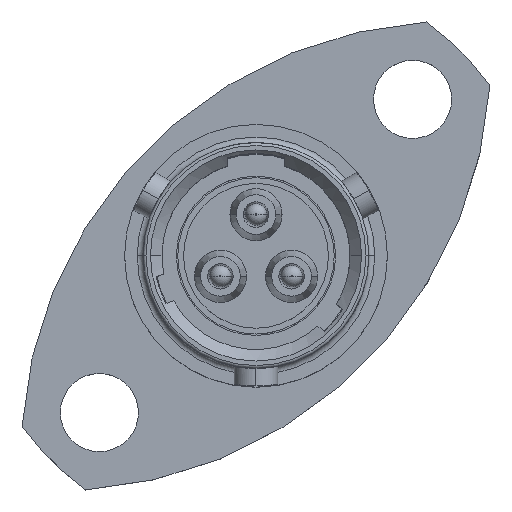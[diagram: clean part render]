
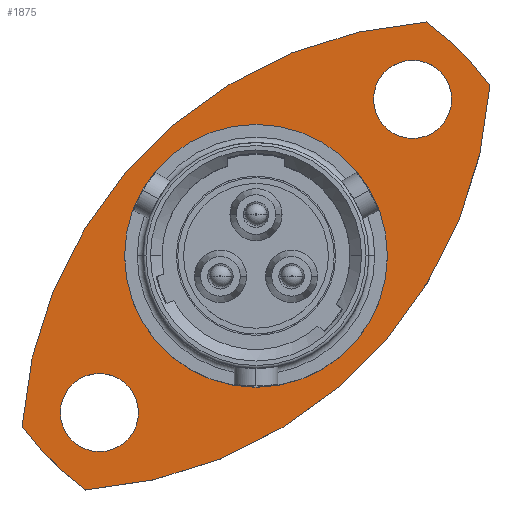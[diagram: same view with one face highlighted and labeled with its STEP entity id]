
A CAD part, top view. The second image highlights one B-rep face of the part: STEP entity #1875.
In plain terms, the highlighted planar face has unit normal (0, 0, 1).
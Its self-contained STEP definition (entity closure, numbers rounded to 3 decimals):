
#21 = CARTESIAN_POINT ( 'NONE',  ( -5.409, -5.409, 9.2 ) ) ;
#83 = CIRCLE ( 'NONE', #11144, 1.35 ) ;
#94 = VERTEX_POINT ( 'NONE', #8151 ) ;
#680 = CARTESIAN_POINT ( 'NONE',  ( 0., 0., 9.2 ) ) ;
#748 = CARTESIAN_POINT ( 'NONE',  ( 0., 0., 9.2 ) ) ;
#756 = CARTESIAN_POINT ( 'NONE',  ( -8.08, -5.892, 9.2 ) ) ;
#1190 = VERTEX_POINT ( 'NONE', #18664 ) ;
#1231 = DIRECTION ( 'NONE',  ( 1., 0., 0. ) ) ;
#1563 = DIRECTION ( 'NONE',  ( 0., 0., -1. ) ) ;
#1875 = ADVANCED_FACE ( 'NONE', ( #4926, #4403, #17408, #8140 ), #11440, .T. ) ;
#1976 = CARTESIAN_POINT ( 'NONE',  ( 5.409, 5.409, 9.2 ) ) ;
#2435 = EDGE_CURVE ( 'NONE', #9555, #15455, #19632, .T. ) ;
#2541 = EDGE_CURVE ( 'NONE', #16640, #8673, #9050, .T. ) ;
#2807 = CIRCLE ( 'NONE', #12099, 4.537 ) ;
#3758 = VERTEX_POINT ( 'NONE', #756 ) ;
#3944 = VERTEX_POINT ( 'NONE', #11571 ) ;
#3979 = AXIS2_PLACEMENT_3D ( 'NONE', #21, #13784, #20277 ) ;
#4055 = ORIENTED_EDGE ( 'NONE', *, *, #9470, .F. ) ;
#4403 = FACE_BOUND ( 'NONE', #13904, .T. ) ;
#4873 = ORIENTED_EDGE ( 'NONE', *, *, #5256, .F. ) ;
#4926 = FACE_BOUND ( 'NONE', #10118, .T. ) ;
#4937 = AXIS2_PLACEMENT_3D ( 'NONE', #11761, #1563, #16635 ) ;
#5079 = CIRCLE ( 'NONE', #21724, 15. ) ;
#5256 = EDGE_CURVE ( 'NONE', #94, #14145, #5079, .T. ) ;
#5262 = CARTESIAN_POINT ( 'NONE',  ( -5.892, -8.08, 9.2 ) ) ;
#5563 = EDGE_CURVE ( 'NONE', #3758, #15286, #15999, .T. ) ;
#5847 = DIRECTION ( 'NONE',  ( -1., 0., 0. ) ) ;
#5923 = DIRECTION ( 'NONE',  ( 0., 0., -1. ) ) ;
#6131 = EDGE_LOOP ( 'NONE', ( #4873, #13377, #14875, #13077 ) ) ;
#6439 = AXIS2_PLACEMENT_3D ( 'NONE', #7361, #17359, #7281 ) ;
#6612 = DIRECTION ( 'NONE',  ( -1., 0., 0. ) ) ;
#6650 = AXIS2_PLACEMENT_3D ( 'NONE', #20827, #17507, #15782 ) ;
#6878 = EDGE_CURVE ( 'NONE', #15286, #94, #14021, .T. ) ;
#7281 = DIRECTION ( 'NONE',  ( -1., 0., 0. ) ) ;
#7361 = CARTESIAN_POINT ( 'NONE',  ( 0., 0., 9.2 ) ) ;
#7831 = CIRCLE ( 'NONE', #12294, 10. ) ;
#7995 = EDGE_LOOP ( 'NONE', ( #9116, #19464 ) ) ;
#8079 = CARTESIAN_POINT ( 'NONE',  ( 0., 0., 9.2 ) ) ;
#8140 = FACE_BOUND ( 'NONE', #7995, .T. ) ;
#8151 = CARTESIAN_POINT ( 'NONE',  ( 8.08, 5.892, 9.2 ) ) ;
#8296 = EDGE_CURVE ( 'NONE', #14145, #3758, #7831, .T. ) ;
#8446 = CARTESIAN_POINT ( 'NONE',  ( -6.759, -5.409, 9.2 ) ) ;
#8673 = VERTEX_POINT ( 'NONE', #10230 ) ;
#8893 = ORIENTED_EDGE ( 'NONE', *, *, #18714, .F. ) ;
#9050 = CIRCLE ( 'NONE', #3979, 1.35 ) ;
#9063 = DIRECTION ( 'NONE',  ( 0., 0., -1. ) ) ;
#9116 = ORIENTED_EDGE ( 'NONE', *, *, #2435, .T. ) ;
#9470 = EDGE_CURVE ( 'NONE', #1190, #3944, #19417, .T. ) ;
#9555 = VERTEX_POINT ( 'NONE', #21210 ) ;
#9706 = DIRECTION ( 'NONE',  ( 0., 0., 1. ) ) ;
#9826 = DIRECTION ( 'NONE',  ( 0., 0., -1. ) ) ;
#10118 = EDGE_LOOP ( 'NONE', ( #8893, #19903 ) ) ;
#10195 = DIRECTION ( 'NONE',  ( 0., 0., 1. ) ) ;
#10230 = CARTESIAN_POINT ( 'NONE',  ( -4.059, -5.409, 9.2 ) ) ;
#10797 = DIRECTION ( 'NONE',  ( 0., 0., -1. ) ) ;
#11144 = AXIS2_PLACEMENT_3D ( 'NONE', #15410, #10195, #22042 ) ;
#11440 = PLANE ( 'NONE',  #14502 ) ;
#11571 = CARTESIAN_POINT ( 'NONE',  ( 6.759, 5.409, 9.2 ) ) ;
#11761 = CARTESIAN_POINT ( 'NONE',  ( 6.887, -6.887, 9.2 ) ) ;
#12099 = AXIS2_PLACEMENT_3D ( 'NONE', #748, #10797, #17544 ) ;
#12294 = AXIS2_PLACEMENT_3D ( 'NONE', #680, #5923, #5847 ) ;
#12707 = CARTESIAN_POINT ( 'NONE',  ( 5.892, 8.08, 9.2 ) ) ;
#13077 = ORIENTED_EDGE ( 'NONE', *, *, #8296, .F. ) ;
#13371 = CARTESIAN_POINT ( 'NONE',  ( 0., 10., 9.2 ) ) ;
#13377 = ORIENTED_EDGE ( 'NONE', *, *, #6878, .F. ) ;
#13656 = EDGE_CURVE ( 'NONE', #3944, #1190, #16780, .T. ) ;
#13784 = DIRECTION ( 'NONE',  ( 0., 0., 1. ) ) ;
#13904 = EDGE_LOOP ( 'NONE', ( #15393, #4055 ) ) ;
#14021 = CIRCLE ( 'NONE', #6439, 10. ) ;
#14145 = VERTEX_POINT ( 'NONE', #5262 ) ;
#14213 = DIRECTION ( 'NONE',  ( 1., 0., 0. ) ) ;
#14237 = AXIS2_PLACEMENT_3D ( 'NONE', #8079, #9826, #6612 ) ;
#14502 = AXIS2_PLACEMENT_3D ( 'NONE', #13371, #9706, #1231 ) ;
#14875 = ORIENTED_EDGE ( 'NONE', *, *, #5563, .F. ) ;
#15286 = VERTEX_POINT ( 'NONE', #12707 ) ;
#15393 = ORIENTED_EDGE ( 'NONE', *, *, #13656, .F. ) ;
#15410 = CARTESIAN_POINT ( 'NONE',  ( -5.409, -5.409, 9.2 ) ) ;
#15455 = VERTEX_POINT ( 'NONE', #18154 ) ;
#15782 = DIRECTION ( 'NONE',  ( 1., 0., 0. ) ) ;
#15999 = CIRCLE ( 'NONE', #4937, 15. ) ;
#16635 = DIRECTION ( 'NONE',  ( 1., 0., 0. ) ) ;
#16640 = VERTEX_POINT ( 'NONE', #8446 ) ;
#16710 = EDGE_CURVE ( 'NONE', #15455, #9555, #2807, .T. ) ;
#16780 = CIRCLE ( 'NONE', #18899, 1.35 ) ;
#17359 = DIRECTION ( 'NONE',  ( 0., 0., -1. ) ) ;
#17372 = DIRECTION ( 'NONE',  ( 0., 0., 1. ) ) ;
#17408 = FACE_OUTER_BOUND ( 'NONE', #6131, .T. ) ;
#17507 = DIRECTION ( 'NONE',  ( 0., 0., 1. ) ) ;
#17544 = DIRECTION ( 'NONE',  ( -1., 0., 0. ) ) ;
#18154 = CARTESIAN_POINT ( 'NONE',  ( 4.537, 0., 9.2 ) ) ;
#18664 = CARTESIAN_POINT ( 'NONE',  ( 4.059, 5.409, 9.2 ) ) ;
#18714 = EDGE_CURVE ( 'NONE', #8673, #16640, #83, .T. ) ;
#18899 = AXIS2_PLACEMENT_3D ( 'NONE', #1976, #17372, #20690 ) ;
#19417 = CIRCLE ( 'NONE', #6650, 1.35 ) ;
#19464 = ORIENTED_EDGE ( 'NONE', *, *, #16710, .T. ) ;
#19632 = CIRCLE ( 'NONE', #14237, 4.537 ) ;
#19903 = ORIENTED_EDGE ( 'NONE', *, *, #2541, .F. ) ;
#20277 = DIRECTION ( 'NONE',  ( 1., 0., 0. ) ) ;
#20690 = DIRECTION ( 'NONE',  ( 1., 0., 0. ) ) ;
#20827 = CARTESIAN_POINT ( 'NONE',  ( 5.409, 5.409, 9.2 ) ) ;
#20952 = CARTESIAN_POINT ( 'NONE',  ( -6.887, 6.887, 9.2 ) ) ;
#21210 = CARTESIAN_POINT ( 'NONE',  ( -4.537, 0., 9.2 ) ) ;
#21724 = AXIS2_PLACEMENT_3D ( 'NONE', #20952, #9063, #14213 ) ;
#22042 = DIRECTION ( 'NONE',  ( 1., 0., 0. ) ) ;
